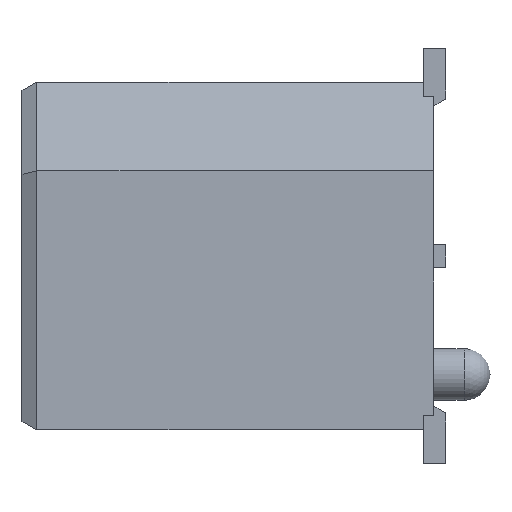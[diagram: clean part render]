
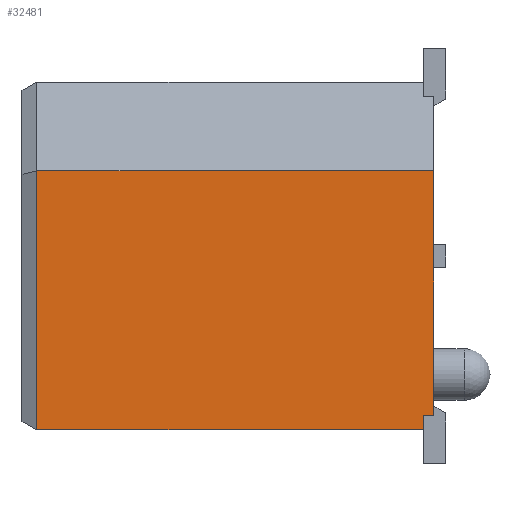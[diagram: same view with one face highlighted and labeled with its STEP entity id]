
A CAD part, left-side view. The second image highlights one B-rep face of the part: STEP entity #32481.
In plain terms, the highlighted face is planar.
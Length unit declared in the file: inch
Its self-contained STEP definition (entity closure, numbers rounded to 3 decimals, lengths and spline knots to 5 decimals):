
#8333=ORIENTED_EDGE('',*,*,#13995,.F.);
#8334=ORIENTED_EDGE('',*,*,#13248,.T.);
#8335=ORIENTED_EDGE('',*,*,#13996,.F.);
#8336=ORIENTED_EDGE('',*,*,#13997,.F.);
#8337=ORIENTED_EDGE('',*,*,#13993,.T.);
#8338=ORIENTED_EDGE('',*,*,#13998,.F.);
#13248=EDGE_CURVE('',#16723,#16722,#20926,.T.);
#13993=EDGE_CURVE('',#17393,#17392,#21671,.T.);
#13995=EDGE_CURVE('',#16723,#17394,#21673,.T.);
#13996=EDGE_CURVE('',#17395,#16722,#21674,.T.);
#13997=EDGE_CURVE('',#17393,#17395,#21675,.T.);
#13998=EDGE_CURVE('',#17394,#17392,#21676,.T.);
#16722=VERTEX_POINT('',#49780);
#16723=VERTEX_POINT('',#49782);
#17392=VERTEX_POINT('',#51264);
#17393=VERTEX_POINT('',#51266);
#17394=VERTEX_POINT('',#51270);
#17395=VERTEX_POINT('',#51272);
#20926=LINE('',#49781,#25480);
#21671=LINE('',#51265,#26225);
#21673=LINE('',#51269,#26227);
#21674=LINE('',#51271,#26228);
#21675=LINE('',#51273,#26229);
#21676=LINE('',#51274,#26230);
#25480=VECTOR('',#40727,39.37008);
#26225=VECTOR('',#41610,39.37008);
#26227=VECTOR('',#41614,39.37008);
#26228=VECTOR('',#41615,39.37008);
#26229=VECTOR('',#41616,39.37008);
#26230=VECTOR('',#41617,39.37008);
#27815=EDGE_LOOP('',(#8333,#8334,#8335,#8336,#8337,#8338));
#29397=FACE_BOUND('',#27815,.T.);
#30911=PLANE('',#34225);
#32481=ADVANCED_FACE('',(#29397),#30911,.F.);
#34225=AXIS2_PLACEMENT_3D('',#51268,#41612,#41613);
#40727=DIRECTION('',(0.,0.,-1.));
#41610=DIRECTION('',(0.,-1.,0.));
#41612=DIRECTION('',(-1.,0.,0.));
#41613=DIRECTION('',(0.,0.,1.));
#41614=DIRECTION('',(0.,1.,0.));
#41615=DIRECTION('',(0.,-1.,0.));
#41616=DIRECTION('',(0.,0.,-1.));
#41617=DIRECTION('',(0.,0.,1.));
#49780=CARTESIAN_POINT('',(0.39375,0.,-0.0575));
#49781=CARTESIAN_POINT('',(0.39375,0.,0.1175));
#49782=CARTESIAN_POINT('',(0.39375,0.,0.1075));
#51264=CARTESIAN_POINT('',(0.39375,0.007,0.1175));
#51265=CARTESIAN_POINT('',(0.39375,0.2681,0.1175));
#51266=CARTESIAN_POINT('',(0.39375,0.2681,0.1175));
#51268=CARTESIAN_POINT('',(0.39375,0.2681,0.1175));
#51269=CARTESIAN_POINT('',(0.39375,0.2681,0.1075));
#51270=CARTESIAN_POINT('',(0.39375,0.007,0.1075));
#51271=CARTESIAN_POINT('',(0.39375,0.2681,-0.0575));
#51272=CARTESIAN_POINT('',(0.39375,0.2681,-0.0575));
#51273=CARTESIAN_POINT('',(0.39375,0.2681,0.1175));
#51274=CARTESIAN_POINT('',(0.39375,0.007,0.1175));
